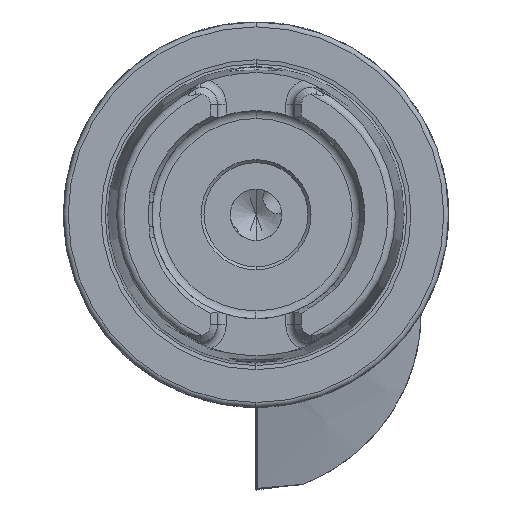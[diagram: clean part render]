
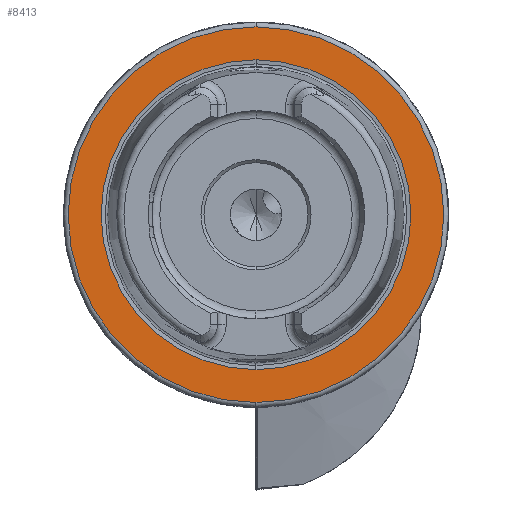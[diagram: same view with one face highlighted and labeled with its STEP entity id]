
A CAD part, left-side view. The second image highlights one B-rep face of the part: STEP entity #8413.
In plain terms, the highlighted planar face has unit normal (-1, 0, 0).
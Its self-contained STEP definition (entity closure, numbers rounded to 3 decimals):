
#121 = DIRECTION ( 'NONE',  ( -1., 0., 0. ) ) ;
#364 = DIRECTION ( 'NONE',  ( 0., 0., 1. ) ) ;
#370 = CARTESIAN_POINT ( 'NONE',  ( 0., 0., 30.7 ) ) ;
#581 = VERTEX_POINT ( 'NONE', #11130 ) ;
#1119 = CARTESIAN_POINT ( 'NONE',  ( 0., 0., 0. ) ) ;
#1357 = FACE_OUTER_BOUND ( 'NONE', #9116, .T. ) ;
#1596 = VERTEX_POINT ( 'NONE', #10414 ) ;
#1706 = ORIENTED_EDGE ( 'NONE', *, *, #3148, .T. ) ;
#1844 = EDGE_LOOP ( 'NONE', ( #10901, #11868 ) ) ;
#2692 = VERTEX_POINT ( 'NONE', #370 ) ;
#3148 = EDGE_CURVE ( 'NONE', #581, #2692, #8927, .T. ) ;
#3595 = CARTESIAN_POINT ( 'NONE',  ( 0., 0., 0. ) ) ;
#3640 = CIRCLE ( 'NONE', #10391, 25.324 ) ;
#3677 = DIRECTION ( 'NONE',  ( 0., 0., -1. ) ) ;
#4279 = DIRECTION ( 'NONE',  ( -1., 0., 0. ) ) ;
#5206 = FACE_BOUND ( 'NONE', #1844, .T. ) ;
#6001 = AXIS2_PLACEMENT_3D ( 'NONE', #12718, #10723, #3677 ) ;
#6101 = AXIS2_PLACEMENT_3D ( 'NONE', #3595, #12248, #10286 ) ;
#6259 = CARTESIAN_POINT ( 'NONE',  ( 0., 0., 0. ) ) ;
#6307 = CIRCLE ( 'NONE', #11237, 30.7 ) ;
#7087 = CARTESIAN_POINT ( 'NONE',  ( 0., 0., 0. ) ) ;
#7685 = CARTESIAN_POINT ( 'NONE',  ( 0., 0., -25.324 ) ) ;
#8413 = ADVANCED_FACE ( 'NONE', ( #5206, #1357 ), #12683, .F. ) ;
#8927 = CIRCLE ( 'NONE', #10883, 30.7 ) ;
#9089 = DIRECTION ( 'NONE',  ( -1., 0., 0. ) ) ;
#9116 = EDGE_LOOP ( 'NONE', ( #11535, #1706 ) ) ;
#9639 = EDGE_CURVE ( 'NONE', #11932, #1596, #3640, .T. ) ;
#10286 = DIRECTION ( 'NONE',  ( 0., 0., 1. ) ) ;
#10386 = EDGE_CURVE ( 'NONE', #1596, #11932, #10539, .T. ) ;
#10391 = AXIS2_PLACEMENT_3D ( 'NONE', #6259, #4279, #12176 ) ;
#10414 = CARTESIAN_POINT ( 'NONE',  ( 0., 0., 25.324 ) ) ;
#10539 = CIRCLE ( 'NONE', #6101, 25.324 ) ;
#10723 = DIRECTION ( 'NONE',  ( 1., 0., 0. ) ) ;
#10883 = AXIS2_PLACEMENT_3D ( 'NONE', #1119, #121, #10981 ) ;
#10901 = ORIENTED_EDGE ( 'NONE', *, *, #10386, .F. ) ;
#10981 = DIRECTION ( 'NONE',  ( 0., 0., 1. ) ) ;
#11130 = CARTESIAN_POINT ( 'NONE',  ( 0., 0., -30.7 ) ) ;
#11237 = AXIS2_PLACEMENT_3D ( 'NONE', #7087, #9089, #364 ) ;
#11535 = ORIENTED_EDGE ( 'NONE', *, *, #12193, .T. ) ;
#11868 = ORIENTED_EDGE ( 'NONE', *, *, #9639, .F. ) ;
#11932 = VERTEX_POINT ( 'NONE', #7685 ) ;
#12176 = DIRECTION ( 'NONE',  ( 0., 0., 1. ) ) ;
#12193 = EDGE_CURVE ( 'NONE', #2692, #581, #6307, .T. ) ;
#12248 = DIRECTION ( 'NONE',  ( -1., 0., 0. ) ) ;
#12683 = PLANE ( 'NONE',  #6001 ) ;
#12718 = CARTESIAN_POINT ( 'NONE',  ( 0., 30.7, 0. ) ) ;
